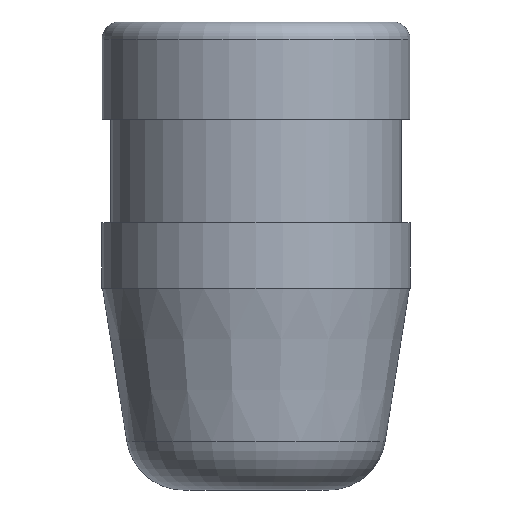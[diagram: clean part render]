
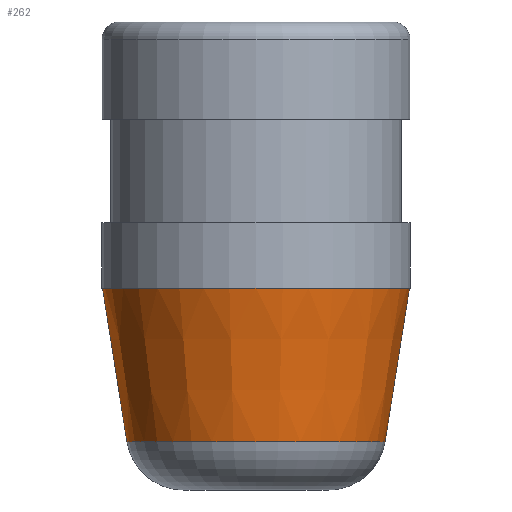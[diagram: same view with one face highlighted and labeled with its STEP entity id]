
A CAD part, front view. The second image highlights one B-rep face of the part: STEP entity #262.
In plain terms, the highlighted conical face has half-angle 9 degrees and reference radius 26.75 mm.
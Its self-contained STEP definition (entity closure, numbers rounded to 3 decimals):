
#228=CARTESIAN_POINT('',(22.511,0.0,8.436));
#229=VERTEX_POINT('',#228);
#230=CARTESIAN_POINT('',(0.0,0.,8.436));
#231=DIRECTION('',(0.0,0.0,-1.0));
#232=DIRECTION('',(-1.0,0.0,0.0));
#233=AXIS2_PLACEMENT_3D('',#230,#231,#232);
#234=CIRCLE('',#233,22.511);
#235=EDGE_CURVE('',#229,#229,#234,.T.);
#243=CARTESIAN_POINT('',(0.0,0.0,35.2));
#244=DIRECTION('',(0.0,0.0,1.0));
#245=DIRECTION('',(-1.0,0.0,0.0));
#246=AXIS2_PLACEMENT_3D('',#243,#244,#245);
#247=CONICAL_SURFACE('',#246,26.75,9.0);
#248=CARTESIAN_POINT('',(26.75,0.,35.2));
#249=VERTEX_POINT('',#248);
#250=CARTESIAN_POINT('',(0.0,0.0,35.2));
#251=DIRECTION('',(0.0,0.0,-1.0));
#252=DIRECTION('',(-1.0,0.0,0.0));
#253=AXIS2_PLACEMENT_3D('',#250,#251,#252);
#254=CIRCLE('',#253,26.75);
#255=EDGE_CURVE('',#249,#249,#254,.T.);
#256=ORIENTED_EDGE('',*,*,#255,.T.);
#257=EDGE_LOOP('',(#256));
#258=FACE_OUTER_BOUND('',#257,.T.);
#259=ORIENTED_EDGE('',*,*,#235,.F.);
#260=EDGE_LOOP('',(#259));
#261=FACE_BOUND('',#260,.T.);
#262=ADVANCED_FACE('',(#258,#261),#247,.T.);
